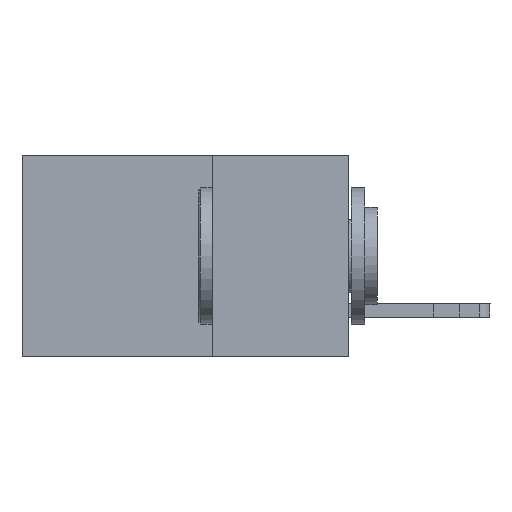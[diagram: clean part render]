
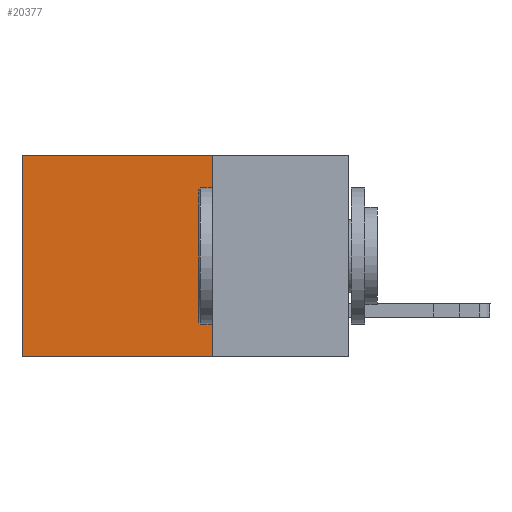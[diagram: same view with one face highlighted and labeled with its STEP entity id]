
A CAD part, left-side view. The second image highlights one B-rep face of the part: STEP entity #20377.
In plain terms, the highlighted planar face has unit normal (-1, 0, 0).
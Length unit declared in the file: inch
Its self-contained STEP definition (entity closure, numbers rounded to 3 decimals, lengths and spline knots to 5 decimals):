
#1209 = CARTESIAN_POINT ( 'NONE',  ( 0.2615, 0.25, -0.37 ) ) ;
#1288 = LINE ( 'NONE', #7837, #2649 ) ;
#2649 = VECTOR ( 'NONE', #2734, 39.37008 ) ;
#2734 = DIRECTION ( 'NONE',  ( 0., 0., -1. ) ) ;
#3072 = DIRECTION ( 'NONE',  ( 0., 0., -1. ) ) ;
#4571 = CARTESIAN_POINT ( 'NONE',  ( 0.2615, 0.25, -0.37 ) ) ;
#5019 = CARTESIAN_POINT ( 'NONE',  ( 0.2615, 0.25, -0.37 ) ) ;
#5403 = ORIENTED_EDGE ( 'NONE', *, *, #10239, .T. ) ;
#5428 = VERTEX_POINT ( 'NONE', #15561 ) ;
#5643 = EDGE_CURVE ( 'NONE', #6662, #7819, #6536, .T. ) ;
#6340 = VECTOR ( 'NONE', #14559, 39.37008 ) ;
#6536 = LINE ( 'NONE', #1209, #6340 ) ;
#6658 = LINE ( 'NONE', #13441, #9417 ) ;
#6662 = VERTEX_POINT ( 'NONE', #4571 ) ;
#7787 = ORIENTED_EDGE ( 'NONE', *, *, #11585, .T. ) ;
#7819 = VERTEX_POINT ( 'NONE', #18465 ) ;
#7837 = CARTESIAN_POINT ( 'NONE',  ( 0.2615, 0.6, -0.37 ) ) ;
#9417 = VECTOR ( 'NONE', #18626, 39.37008 ) ;
#10033 = FACE_OUTER_BOUND ( 'NONE', #18887, .T. ) ;
#10239 = EDGE_CURVE ( 'NONE', #5428, #7819, #1288, .T. ) ;
#10301 = EDGE_CURVE ( 'NONE', #15616, #6662, #19897, .T. ) ;
#11585 = EDGE_CURVE ( 'NONE', #15616, #5428, #6658, .T. ) ;
#11783 = DIRECTION ( 'NONE',  ( 0., 0., -1. ) ) ;
#13441 = CARTESIAN_POINT ( 'NONE',  ( 0.2615, 0.25, 0. ) ) ;
#14559 = DIRECTION ( 'NONE',  ( 0., 1., 0. ) ) ;
#15031 = CARTESIAN_POINT ( 'NONE',  ( 0.2615, 0.25, 0. ) ) ;
#15561 = CARTESIAN_POINT ( 'NONE',  ( 0.2615, 0.6, 0. ) ) ;
#15605 = AXIS2_PLACEMENT_3D ( 'NONE', #5019, #19884, #11783 ) ;
#15616 = VERTEX_POINT ( 'NONE', #15031 ) ;
#16785 = PLANE ( 'NONE',  #15605 ) ;
#18251 = CARTESIAN_POINT ( 'NONE',  ( 0.2615, 0.25, -0.37 ) ) ;
#18465 = CARTESIAN_POINT ( 'NONE',  ( 0.2615, 0.6, -0.37 ) ) ;
#18626 = DIRECTION ( 'NONE',  ( 0., 1., 0. ) ) ;
#18887 = EDGE_LOOP ( 'NONE', ( #5403, #21852, #21827, #7787 ) ) ;
#19884 = DIRECTION ( 'NONE',  ( 1., 0., 0. ) ) ;
#19897 = LINE ( 'NONE', #18251, #21777 ) ;
#20377 = ADVANCED_FACE ( 'NONE', ( #10033 ), #16785, .F. ) ;
#21777 = VECTOR ( 'NONE', #3072, 39.37008 ) ;
#21827 = ORIENTED_EDGE ( 'NONE', *, *, #10301, .F. ) ;
#21852 = ORIENTED_EDGE ( 'NONE', *, *, #5643, .F. ) ;
